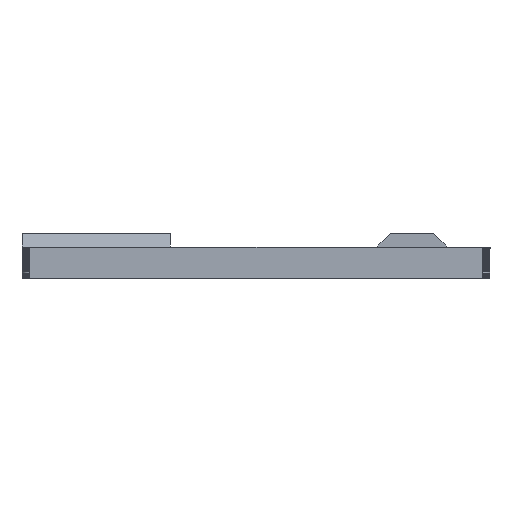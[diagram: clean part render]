
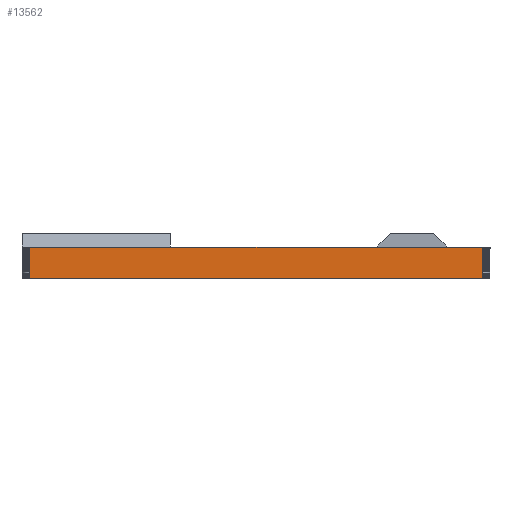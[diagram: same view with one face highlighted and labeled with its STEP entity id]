
A CAD part, left-side view. The second image highlights one B-rep face of the part: STEP entity #13562.
In plain terms, the highlighted planar face has unit normal (-1, 0, 0).
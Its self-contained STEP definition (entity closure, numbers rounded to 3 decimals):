
#120=FACE_OUTER_BOUND('',#987,.T.);
#987=EDGE_LOOP('',(#9462,#9463,#9464,#9465));
#1833=LINE('',#19010,#3784);
#2317=LINE('',#19977,#4268);
#2381=LINE('',#20106,#4332);
#2382=LINE('',#20107,#4333);
#3784=VECTOR('',#15313,58.);
#4268=VECTOR('',#15845,4.);
#4332=VECTOR('',#15997,4.);
#4333=VECTOR('',#15998,58.);
#5712=VERTEX_POINT('',#19007);
#5713=VERTEX_POINT('',#19009);
#6171=VERTEX_POINT('',#19973);
#6193=VERTEX_POINT('',#20105);
#6828=EDGE_CURVE('',#5713,#5712,#1833,.T.);
#7312=EDGE_CURVE('',#5713,#6171,#2317,.T.);
#7376=EDGE_CURVE('',#5712,#6193,#2381,.T.);
#7377=EDGE_CURVE('',#6171,#6193,#2382,.T.);
#9462=ORIENTED_EDGE('',*,*,#7312,.F.);
#9463=ORIENTED_EDGE('',*,*,#6828,.T.);
#9464=ORIENTED_EDGE('',*,*,#7376,.T.);
#9465=ORIENTED_EDGE('',*,*,#7377,.F.);
#12702=PLANE('',#14424);
#13562=ADVANCED_FACE('',(#120),#12702,.T.);
#14424=AXIS2_PLACEMENT_3D('',#20104,#15995,#15996);
#15313=DIRECTION('',(0.,-1.,0.));
#15845=DIRECTION('',(0.,0.,1.));
#15995=DIRECTION('center_axis',(-1.,0.,0.));
#15996=DIRECTION('ref_axis',(0.,0.,1.));
#15997=DIRECTION('',(0.,0.,1.));
#15998=DIRECTION('',(0.,-1.,0.));
#19007=CARTESIAN_POINT('',(0.,1.,0.));
#19009=CARTESIAN_POINT('',(0.,59.,0.));
#19010=CARTESIAN_POINT('',(0.,59.,0.));
#19973=CARTESIAN_POINT('',(0.,59.,4.));
#19977=CARTESIAN_POINT('',(0.,59.,0.));
#20104=CARTESIAN_POINT('Origin',(0.,1.,
0.));
#20105=CARTESIAN_POINT('',(0.,1.,4.));
#20106=CARTESIAN_POINT('',(0.,1.,0.));
#20107=CARTESIAN_POINT('',(0.,59.,4.));
